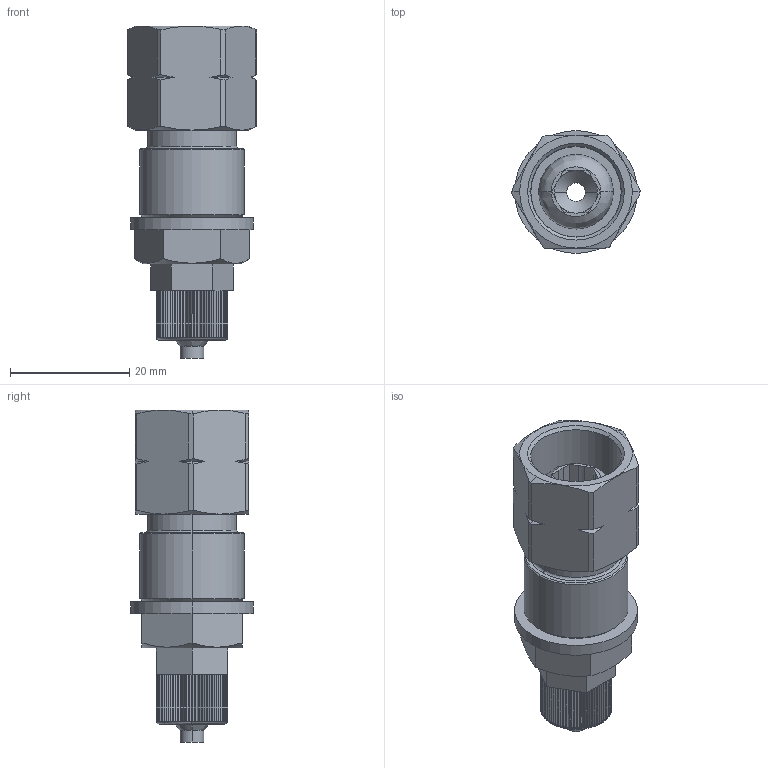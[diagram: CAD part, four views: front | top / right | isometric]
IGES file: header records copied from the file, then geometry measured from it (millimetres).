
Start section: SolidWorks IGES file using analytic representation for surfaces
Global section: file name: NTC CLSP6LH 3_8 BSPP Female fitting for 6mm OD x 4mm ID PU tubing.IGS; native system: SolidWorks 2009; preprocessor: SolidWorks 2009; author: cad; date: 091102.150752; units: millimetre
Bounding box: 21.62 x 20.57 x 55.57 mm (x, y, z)
Volume: 8752.5 mm3; surface area: 7770 mm2
Topology: 5 solids, 5 shells, 316 faces, 867 edges, 570 vertices
Faces by surface type: plane 222, revolution 85, bspline 9
